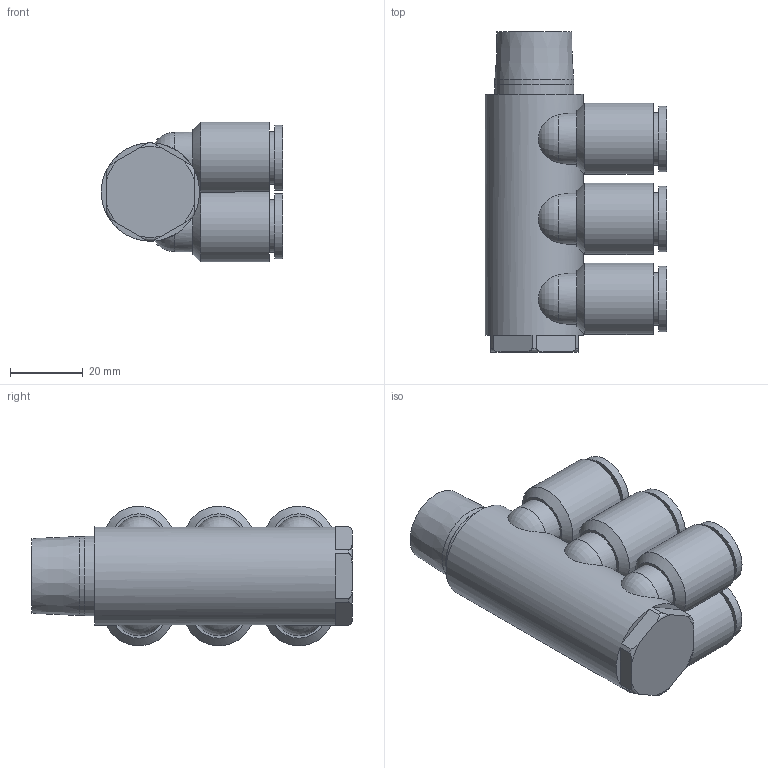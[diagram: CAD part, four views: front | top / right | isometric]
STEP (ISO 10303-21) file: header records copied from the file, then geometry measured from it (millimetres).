
FILE_DESCRIPTION(/* description */ ('Unknown'),/* implementation_level */ '2;1');
FILE_NAME(/* name */ 'P34.12.1;2',/* time_stamp */ '2018-09-17T12:54:21-04:00',/* author */ ('Unknown'),/* organization */ ('Unknown'),/* preprocessor_version */ 'ST-DEVELOPER v16.7',/* originating_system */ 'DEX',/* authorisation */ $);
FILE_SCHEMA (('AUTOMOTIVE_DESIGN {1 0 10303 214 3 1 1}'));
Length unit declared in the file: millimetre
Products named in the file (1): P34.12.1;2
Bounding box: 49.9 x 88 x 38.33 mm (x, y, z)
Volume: 64155.8 mm3; surface area: 27508 mm2
Topology: 1 solids, 1 shells, 97 faces, 211 edges, 140 vertices
Faces by surface type: plane 44, cylinder 34, torus 12, cone 7
Full cylindrical faces by diameter (mm): 12 x5, 13 x1, 13.3 x1, 14.5 x6, 18 x6, 21.7 x1, 21.8 x1, 27 x1
Entity records: 3401 total; most frequent: CARTESIAN_POINT 696, DIRECTION 422, ORIENTED_EDGE 364, AXIS2_PLACEMENT_3D 190, EDGE_CURVE 182, EDGE_LOOP 144, FACE_BOUND 144, VERTEX_POINT 134
